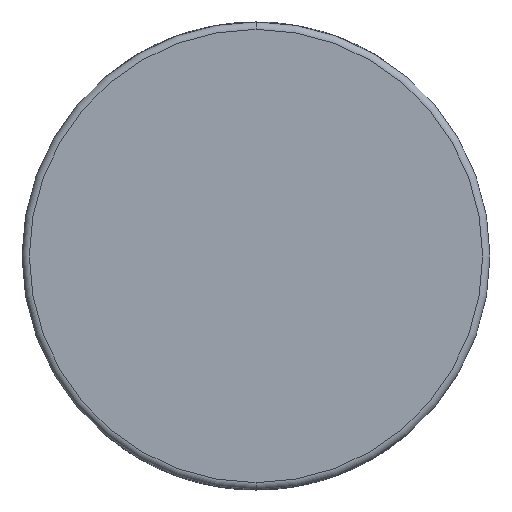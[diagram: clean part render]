
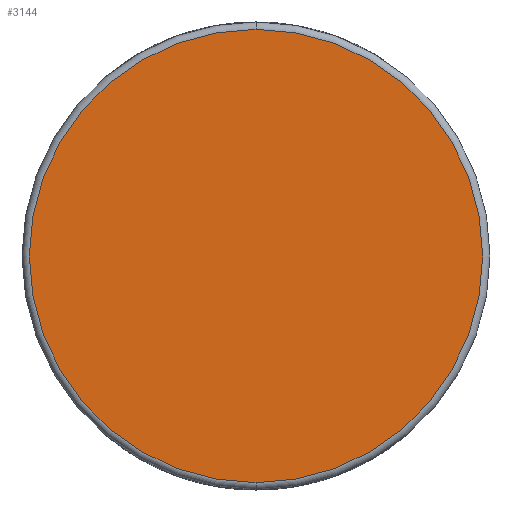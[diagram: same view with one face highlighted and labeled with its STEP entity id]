
A CAD part, front view. The second image highlights one B-rep face of the part: STEP entity #3144.
In plain terms, the highlighted planar face has unit normal (0, -1, 0).
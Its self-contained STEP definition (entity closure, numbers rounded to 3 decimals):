
#64 = CARTESIAN_POINT ( 'NONE',  ( 0., 0., 6.15 ) ) ;
#143 = DIRECTION ( 'NONE',  ( 0., -1., 0. ) ) ;
#382 = DIRECTION ( 'NONE',  ( 0., -1., 0. ) ) ;
#598 = AXIS2_PLACEMENT_3D ( 'NONE', #2842, #143, #2555 ) ;
#632 = VERTEX_POINT ( 'NONE', #64 ) ;
#647 = CARTESIAN_POINT ( 'NONE',  ( 0., 0., 0. ) ) ;
#840 = AXIS2_PLACEMENT_3D ( 'NONE', #647, #2731, #1216 ) ;
#1020 = EDGE_CURVE ( 'NONE', #632, #3913, #2378, .T. ) ;
#1067 = EDGE_LOOP ( 'NONE', ( #2077, #2645 ) ) ;
#1122 = AXIS2_PLACEMENT_3D ( 'NONE', #2778, #382, #1565 ) ;
#1216 = DIRECTION ( 'NONE',  ( 0., 0., 1. ) ) ;
#1565 = DIRECTION ( 'NONE',  ( 0., 0., 1. ) ) ;
#2077 = ORIENTED_EDGE ( 'NONE', *, *, #1020, .T. ) ;
#2378 = CIRCLE ( 'NONE', #598, 6.15 ) ;
#2409 = CARTESIAN_POINT ( 'NONE',  ( 0., 0., -6.15 ) ) ;
#2411 = FACE_OUTER_BOUND ( 'NONE', #1067, .T. ) ;
#2555 = DIRECTION ( 'NONE',  ( 0., 0., 1. ) ) ;
#2561 = CIRCLE ( 'NONE', #1122, 6.15 ) ;
#2645 = ORIENTED_EDGE ( 'NONE', *, *, #2983, .T. ) ;
#2731 = DIRECTION ( 'NONE',  ( 0., 1., 0. ) ) ;
#2778 = CARTESIAN_POINT ( 'NONE',  ( 0., 0., 0. ) ) ;
#2842 = CARTESIAN_POINT ( 'NONE',  ( 0., 0., 0. ) ) ;
#2983 = EDGE_CURVE ( 'NONE', #3913, #632, #2561, .T. ) ;
#3144 = ADVANCED_FACE ( 'NONE', ( #2411 ), #3364, .F. ) ;
#3364 = PLANE ( 'NONE',  #840 ) ;
#3913 = VERTEX_POINT ( 'NONE', #2409 ) ;
